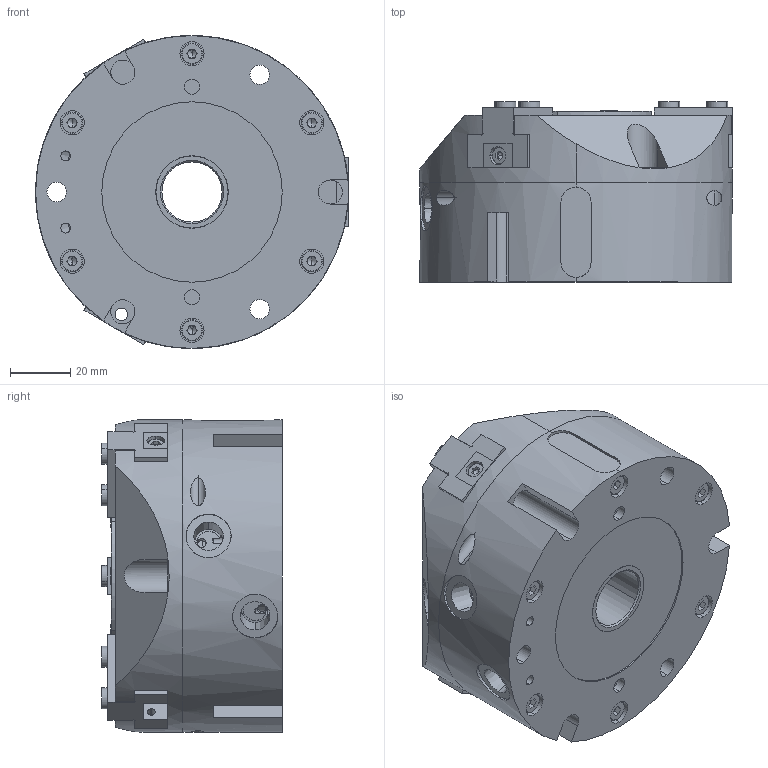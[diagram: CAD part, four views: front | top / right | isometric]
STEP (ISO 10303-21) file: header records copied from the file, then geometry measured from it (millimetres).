
FILE_DESCRIPTION (( 'STEP AP214' ), '1' );
FILE_NAME ('3PGH 100.STEP', '2012-03-06T02:10:46', ( 'xw4600' ), ( '' ), 'SwSTEP 2.0', 'SolidWorks 2010', '' );
FILE_SCHEMA (( 'AUTOMOTIVE_DESIGN' ));
Length unit declared in the file: millimetre
Products named in the file (11): 3PG-H100-8ST-02_Default; 3PG-H100-8ST-01_Default; 3PG-H100-8ST-04_Default; 3PG-H100-8ST-07_Default; 3PG-H100-8ST-10_Default; 3PG-H100-8ST-06_Default; 3PG-H100-8ST-06-1_Default; countersunk head screw_ISO 10642 - M3 x 8 --- 8N; Socket Head Cap Screw_ISO 4762 M3 x 8 --- 8N; Socket Head Cap Screw_ISO 4762 M4 x 35 --- 20N; 3PGH 100
Assembly tree (25 placements, depth 2):
  3PGH 100
    3PG-H100-8ST-02_Default
    3PG-H100-8ST-04_Default  x3
    3PG-H100-8ST-10_Default  x6
    Socket Head Cap Screw_ISO 4762 M4 x 35 --- 20N  x6
    3PG-H100-8ST-06_Default
    3PG-H100-8ST-06-1_Default
    Socket Head Cap Screw_ISO 4762 M3 x 8 --- 8N  x2
    3PG-H100-8ST-01_Default
    countersunk head screw_ISO 10642 - M3 x 8 --- 8N  x3
    3PG-H100-8ST-07_Default
Bounding box: 104 x 60 x 104 mm (x, y, z)
Volume: 296665.1 mm3; surface area: 109436.5 mm2
Topology: 25 solids, 25 shells, 888 faces, 2161 edges, 1332 vertices
Faces by surface type: plane 401, cylinder 301, cone 144, torus 42
Entity records: 16973 total; most frequent: CARTESIAN_POINT 3690, DIRECTION 2742, ORIENTED_EDGE 2490, EDGE_CURVE 1245, AXIS2_PLACEMENT_3D 1046, VERTEX_POINT 802, LINE 650, VECTOR 650
